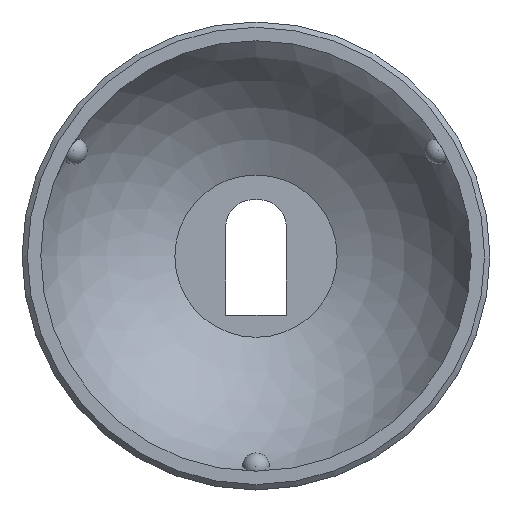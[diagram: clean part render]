
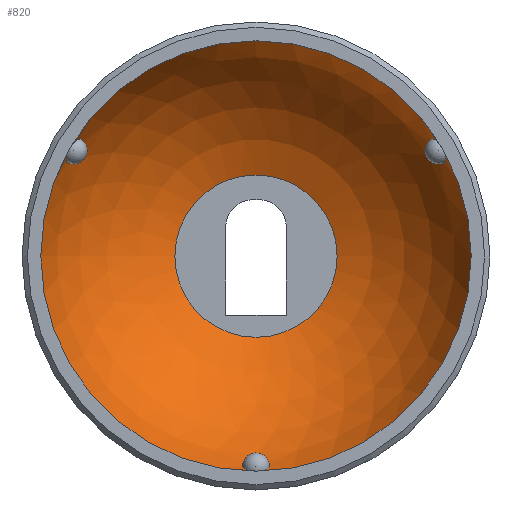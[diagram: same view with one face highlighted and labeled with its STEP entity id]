
A CAD part, top view. The second image highlights one B-rep face of the part: STEP entity #820.
In plain terms, the highlighted spherical face has radius 17 mm.
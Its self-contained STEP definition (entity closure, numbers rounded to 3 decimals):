
#427=CARTESIAN_POINT('',(-16.026,-11.201,11.329));
#428=VERTEX_POINT('',#427);
#429=CARTESIAN_POINT('',(16.026,-11.201,11.329));
#430=VERTEX_POINT('',#429);
#431=CARTESIAN_POINT('',(0.,-11.201,11.329));
#432=DIRECTION('',(0.,0.,1.));
#433=DIRECTION('',(1.,0.,-0.));
#434=AXIS2_PLACEMENT_3D('',#431,#432,#433);
#435=CIRCLE('',#434,16.026);
#436=EDGE_CURVE('',#428,#430,#435,.T.);
#438=CARTESIAN_POINT('',(0.,-11.201,11.329));
#439=DIRECTION('',(0.,0.,1.));
#440=DIRECTION('',(1.,0.,-0.));
#441=AXIS2_PLACEMENT_3D('',#438,#439,#440);
#442=CIRCLE('',#441,16.026);
#443=EDGE_CURVE('',#430,#428,#442,.T.);
#547=CARTESIAN_POINT('',(6.042,-11.201,1.11));
#548=VERTEX_POINT('',#547);
#549=CARTESIAN_POINT('',(-6.042,-11.201,1.11));
#550=VERTEX_POINT('',#549);
#551=CARTESIAN_POINT('',(0.,-11.201,1.11));
#552=DIRECTION('',(0.,0.,1.));
#553=DIRECTION('',(1.,0.,-0.));
#554=AXIS2_PLACEMENT_3D('',#551,#552,#553);
#555=CIRCLE('',#554,6.042);
#556=EDGE_CURVE('',#548,#550,#555,.T.);
#558=CARTESIAN_POINT('',(0.,-11.201,1.11));
#559=DIRECTION('',(0.,0.,1.));
#560=DIRECTION('',(1.,0.,-0.));
#561=AXIS2_PLACEMENT_3D('',#558,#559,#560);
#562=CIRCLE('',#561,6.042);
#563=EDGE_CURVE('',#550,#548,#562,.T.);
#714=CARTESIAN_POINT('',(0.,-11.201,17.));
#715=DIRECTION('',(-0.,0.,-1.));
#716=DIRECTION('',(-1.,0.,0.));
#717=AXIS2_PLACEMENT_3D('',#714,#715,#716);
#718=SPHERICAL_SURFACE('',#717,17.);
#719=CARTESIAN_POINT('',(0.,-11.201,17.));
#720=DIRECTION('',(0.,1.,0.));
#721=DIRECTION('',(-1.,0.,0.));
#722=AXIS2_PLACEMENT_3D('',#719,#720,#721);
#723=CIRCLE('',#722,17.);
#724=EDGE_CURVE('',#550,#428,#723,.T.);
#725=ORIENTED_EDGE('',*,*,#724,.F.);
#726=ORIENTED_EDGE('',*,*,#556,.F.);
#727=ORIENTED_EDGE('',*,*,#563,.F.);
#728=ORIENTED_EDGE('',*,*,#724,.T.);
#729=ORIENTED_EDGE('',*,*,#436,.T.);
#730=ORIENTED_EDGE('',*,*,#443,.T.);
#731=EDGE_LOOP('',(#725,#726,#727,#728,#729,#730));
#732=FACE_BOUND('',#731,.T.);
#733=CARTESIAN_POINT('',(13.03,-2.52,10.379));
#734=VERTEX_POINT('',#733);
#735=CARTESIAN_POINT('',(13.964,-3.356,11.302));
#736=VERTEX_POINT('',#735);
#737=CARTESIAN_POINT('',(13.537,-3.38,10.399));
#738=DIRECTION('',(0.798,0.461,-0.389));
#739=DIRECTION('',(-0.5,0.866,0.));
#740=AXIS2_PLACEMENT_3D('',#737,#738,#739);
#741=CIRCLE('',#740,0.999);
#742=EDGE_CURVE('',#734,#736,#741,.T.);
#743=ORIENTED_EDGE('',*,*,#742,.T.);
#744=CARTESIAN_POINT('',(14.029,-4.249,10.379));
#745=VERTEX_POINT('',#744);
#746=CARTESIAN_POINT('',(13.537,-3.38,10.399));
#747=DIRECTION('',(0.798,0.461,-0.389));
#748=DIRECTION('',(-0.5,0.866,0.));
#749=AXIS2_PLACEMENT_3D('',#746,#747,#748);
#750=CIRCLE('',#749,0.999);
#751=EDGE_CURVE('',#736,#745,#750,.T.);
#752=ORIENTED_EDGE('',*,*,#751,.T.);
#753=CARTESIAN_POINT('',(13.537,-3.38,10.399));
#754=DIRECTION('',(0.798,0.461,-0.389));
#755=DIRECTION('',(-0.5,0.866,0.));
#756=AXIS2_PLACEMENT_3D('',#753,#754,#755);
#757=CIRCLE('',#756,0.999);
#758=EDGE_CURVE('',#745,#734,#757,.T.);
#759=ORIENTED_EDGE('',*,*,#758,.T.);
#760=EDGE_LOOP('',(#743,#752,#759));
#761=FACE_BOUND('',#760,.T.);
#762=CARTESIAN_POINT('',(0.999,-26.827,10.379));
#763=VERTEX_POINT('',#762);
#764=CARTESIAN_POINT('',(0.993,-26.875,10.493));
#765=VERTEX_POINT('',#764);
#766=CARTESIAN_POINT('',(0.,-26.834,10.396));
#767=DIRECTION('',(0.,-0.921,-0.389));
#768=DIRECTION('',(0.,0.389,-0.921));
#769=AXIS2_PLACEMENT_3D('',#766,#767,#768);
#770=CIRCLE('',#769,0.999);
#771=EDGE_CURVE('',#763,#765,#770,.T.);
#772=ORIENTED_EDGE('',*,*,#771,.T.);
#773=CARTESIAN_POINT('',(-0.999,-26.827,10.379));
#774=VERTEX_POINT('',#773);
#775=CARTESIAN_POINT('',(0.,-26.834,10.396));
#776=DIRECTION('',(0.,-0.921,-0.389));
#777=DIRECTION('',(0.,0.389,-0.921));
#778=AXIS2_PLACEMENT_3D('',#775,#776,#777);
#779=CIRCLE('',#778,0.999);
#780=EDGE_CURVE('',#765,#774,#779,.T.);
#781=ORIENTED_EDGE('',*,*,#780,.T.);
#782=CARTESIAN_POINT('',(0.,-26.834,10.396));
#783=DIRECTION('',(0.,-0.921,-0.389));
#784=DIRECTION('',(0.,0.389,-0.921));
#785=AXIS2_PLACEMENT_3D('',#782,#783,#784);
#786=CIRCLE('',#785,0.999);
#787=EDGE_CURVE('',#774,#763,#786,.T.);
#788=ORIENTED_EDGE('',*,*,#787,.T.);
#789=EDGE_LOOP('',(#772,#781,#788));
#790=FACE_BOUND('',#789,.T.);
#791=CARTESIAN_POINT('',(-14.029,-4.249,10.379));
#792=VERTEX_POINT('',#791);
#793=CARTESIAN_POINT('',(-13.03,-2.52,10.379));
#794=VERTEX_POINT('',#793);
#795=CARTESIAN_POINT('',(-13.537,-3.38,10.399));
#796=DIRECTION('',(-0.798,0.461,-0.389));
#797=DIRECTION('',(-0.5,-0.866,0.));
#798=AXIS2_PLACEMENT_3D('',#795,#796,#797);
#799=CIRCLE('',#798,0.999);
#800=EDGE_CURVE('',#792,#794,#799,.T.);
#801=ORIENTED_EDGE('',*,*,#800,.T.);
#802=CARTESIAN_POINT('',(-13.089,-3.356,9.507));
#803=VERTEX_POINT('',#802);
#804=CARTESIAN_POINT('',(-13.537,-3.38,10.399));
#805=DIRECTION('',(-0.798,0.461,-0.389));
#806=DIRECTION('',(-0.5,-0.866,0.));
#807=AXIS2_PLACEMENT_3D('',#804,#805,#806);
#808=CIRCLE('',#807,0.999);
#809=EDGE_CURVE('',#794,#803,#808,.T.);
#810=ORIENTED_EDGE('',*,*,#809,.T.);
#811=CARTESIAN_POINT('',(-13.537,-3.38,10.399));
#812=DIRECTION('',(-0.798,0.461,-0.389));
#813=DIRECTION('',(-0.5,-0.866,0.));
#814=AXIS2_PLACEMENT_3D('',#811,#812,#813);
#815=CIRCLE('',#814,0.999);
#816=EDGE_CURVE('',#803,#792,#815,.T.);
#817=ORIENTED_EDGE('',*,*,#816,.T.);
#818=EDGE_LOOP('',(#801,#810,#817));
#819=FACE_BOUND('',#818,.T.);
#820=ADVANCED_FACE('',(#732,#761,#790,#819),#718,.F.);
